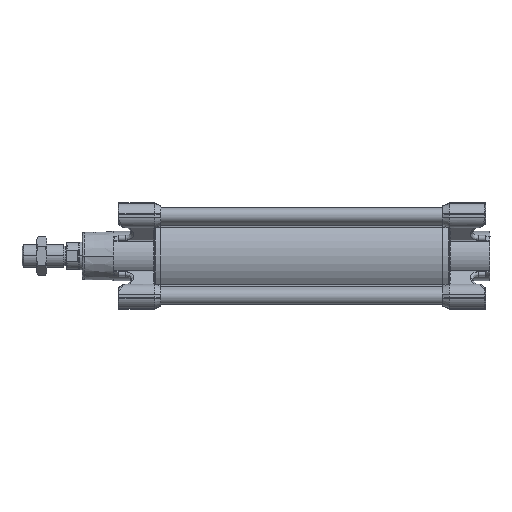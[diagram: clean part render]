
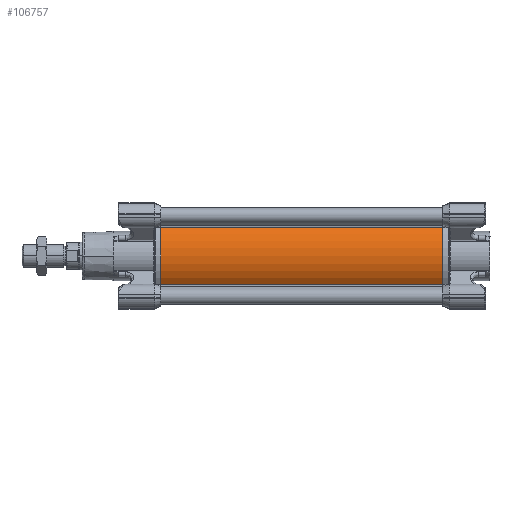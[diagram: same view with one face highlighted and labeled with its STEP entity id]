
A CAD part, left-side view. The second image highlights one B-rep face of the part: STEP entity #106757.
In plain terms, the highlighted cylindrical face has radius 42.5 mm (diameter 85 mm), a partial arc.
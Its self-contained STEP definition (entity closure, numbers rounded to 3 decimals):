
#7810 = VERTEX_POINT ( 'NONE', #108750 ) ;
#9487 = EDGE_CURVE ( 'NONE', #48819, #7810, #20414, .T. ) ;
#10428 = ORIENTED_EDGE ( 'NONE', *, *, #63309, .F. ) ;
#11501 = FACE_OUTER_BOUND ( 'NONE', #41389, .T. ) ;
#15497 = CARTESIAN_POINT ( 'NONE',  ( -34.081, 38., 25.391 ) ) ;
#20414 = CIRCLE ( 'NONE', #37674, 42.5 ) ;
#21669 = CARTESIAN_POINT ( 'NONE',  ( 0., 238., 0. ) ) ;
#25275 = CARTESIAN_POINT ( 'NONE',  ( 0., 290., 0. ) ) ;
#29916 = VECTOR ( 'NONE', #32193, 1000. ) ;
#32193 = DIRECTION ( 'NONE',  ( 0., 1., 0. ) ) ;
#34902 = DIRECTION ( 'NONE',  ( 0., 0., -1. ) ) ;
#37674 = AXIS2_PLACEMENT_3D ( 'NONE', #25275, #43958, #34902 ) ;
#41389 = EDGE_LOOP ( 'NONE', ( #116157, #10428, #95405, #53415 ) ) ;
#43958 = DIRECTION ( 'NONE',  ( 0., -1., 0. ) ) ;
#48819 = VERTEX_POINT ( 'NONE', #115736 ) ;
#52207 = CARTESIAN_POINT ( 'NONE',  ( -34.081, 38., -25.391 ) ) ;
#53415 = ORIENTED_EDGE ( 'NONE', *, *, #57671, .T. ) ;
#56294 = VECTOR ( 'NONE', #113958, 1000. ) ;
#57671 = EDGE_CURVE ( 'NONE', #108155, #48819, #77327, .T. ) ;
#58359 = DIRECTION ( 'NONE',  ( 0., 1., 0. ) ) ;
#58974 = DIRECTION ( 'NONE',  ( 0., 0., 1. ) ) ;
#63309 = EDGE_CURVE ( 'NONE', #114805, #7810, #67720, .T. ) ;
#63494 = CIRCLE ( 'NONE', #78879, 42.5 ) ;
#67720 = LINE ( 'NONE', #104337, #29916 ) ;
#77327 = LINE ( 'NONE', #77921, #56294 ) ;
#77776 = EDGE_CURVE ( 'NONE', #108155, #114805, #63494, .T. ) ;
#77921 = CARTESIAN_POINT ( 'NONE',  ( -34.081, 238., 25.391 ) ) ;
#78879 = AXIS2_PLACEMENT_3D ( 'NONE', #80592, #108806, #107612 ) ;
#80592 = CARTESIAN_POINT ( 'NONE',  ( 0., 38., 0. ) ) ;
#85719 = AXIS2_PLACEMENT_3D ( 'NONE', #21669, #58359, #58974 ) ;
#95405 = ORIENTED_EDGE ( 'NONE', *, *, #77776, .F. ) ;
#104029 = CYLINDRICAL_SURFACE ( 'NONE', #85719, 42.5 ) ;
#104337 = CARTESIAN_POINT ( 'NONE',  ( -34.081, 238., -25.391 ) ) ;
#106757 = ADVANCED_FACE ( 'NONE', ( #11501 ), #104029, .T. ) ;
#107612 = DIRECTION ( 'NONE',  ( 0., 0., -1. ) ) ;
#108155 = VERTEX_POINT ( 'NONE', #15497 ) ;
#108750 = CARTESIAN_POINT ( 'NONE',  ( -34.081, 290., -25.391 ) ) ;
#108806 = DIRECTION ( 'NONE',  ( 0., -1., 0. ) ) ;
#113958 = DIRECTION ( 'NONE',  ( 0., 1., 0. ) ) ;
#114805 = VERTEX_POINT ( 'NONE', #52207 ) ;
#115736 = CARTESIAN_POINT ( 'NONE',  ( -34.081, 290., 25.391 ) ) ;
#116157 = ORIENTED_EDGE ( 'NONE', *, *, #9487, .T. ) ;
